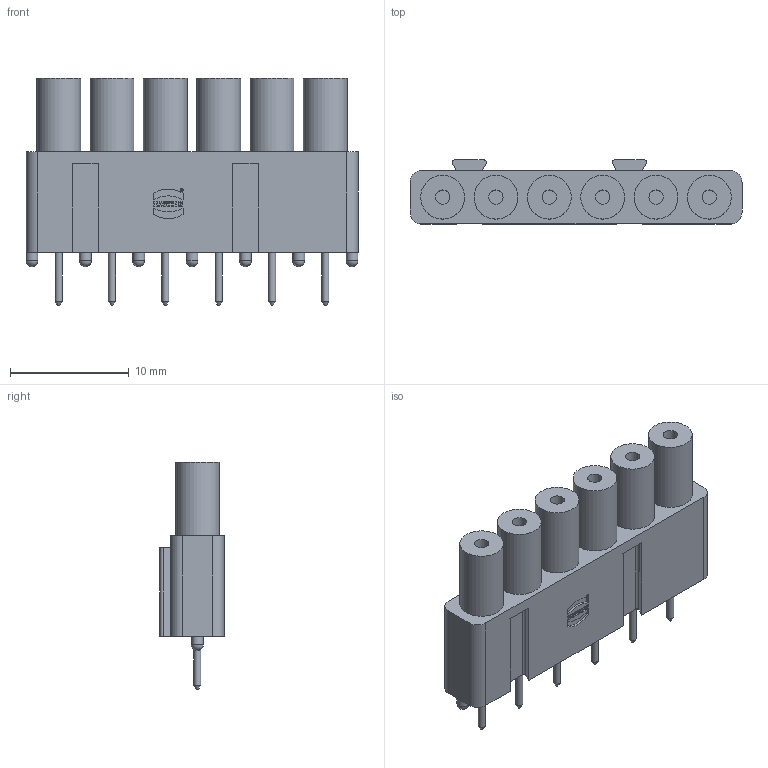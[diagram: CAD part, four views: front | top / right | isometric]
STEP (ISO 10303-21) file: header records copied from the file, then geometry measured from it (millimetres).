
FILE_DESCRIPTION(/* description */ (''),/* implementation_level */ '2;1');
FILE_NAME(/* name */ '100095472ugm000_b.stp',/* time_stamp */ '2019-10-31T14:05:04+01:00',/* author */ (''),/* organization */ (''),/* preprocessor_version */ 'ST-DEVELOPER v16.7',/* originating_system */ 'SIEMENS PLM Software NX 12.0',/* authorisation */ '');
FILE_SCHEMA (('AUTOMOTIVE_DESIGN { 1 0 10303 214 3 1 1 1 }'));
Length unit declared in the file: millimetre
Products named in the file (1): 100095472ugm000_b
Bounding box: 28 x 5.4 x 19.2 mm (x, y, z)
Volume: 1374 mm3; surface area: 1700.6 mm2
Topology: 1 solids, 1 shells, 213 faces, 524 edges, 342 vertices
Faces by surface type: plane 146, cylinder 46, bspline 8, sphere 7, cone 6
Full cylindrical faces by diameter (mm): 0.188 x1, 0.246 x1, 0.6 x6, 1 x7, 1.2 x6, 1.86 x6, 3.7 x6
Entity records: 6824 total; most frequent: CARTESIAN_POINT 1225, DIRECTION 964, ORIENTED_EDGE 922, EDGE_CURVE 461, LINE 338, VECTOR 338, VERTEX_POINT 333, AXIS2_PLACEMENT_3D 313
